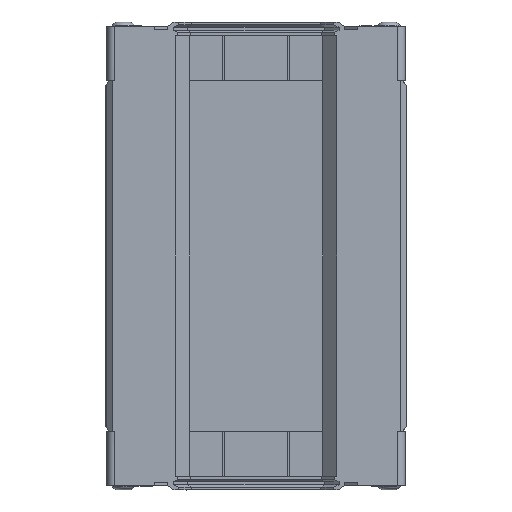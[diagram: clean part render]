
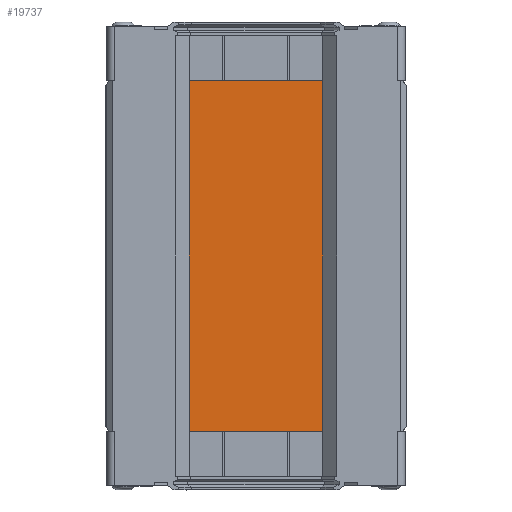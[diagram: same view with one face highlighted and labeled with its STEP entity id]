
A CAD part, front view. The second image highlights one B-rep face of the part: STEP entity #19737.
In plain terms, the highlighted planar face has unit normal (0, -1, 0).
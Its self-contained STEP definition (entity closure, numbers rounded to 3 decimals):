
#249=LINE('',#27180,#2415);
#290=LINE('',#27263,#2456);
#352=LINE('',#27471,#2518);
#393=LINE('',#27554,#2559);
#448=LINE('',#27714,#2614);
#449=LINE('',#27716,#2615);
#1347=LINE('',#29971,#3513);
#1371=LINE('',#30019,#3537);
#1382=LINE('',#30046,#3548);
#1383=LINE('',#30047,#3549);
#1384=LINE('',#30049,#3550);
#1385=LINE('',#30050,#3551);
#2415=VECTOR('',#22000,15.);
#2456=VECTOR('',#22069,15.);
#2518=VECTOR('',#22279,15.);
#2559=VECTOR('',#22348,15.);
#2614=VECTOR('',#22481,0.649);
#2615=VECTOR('',#22482,0.649);
#3513=VECTOR('',#24516,44.2);
#3537=VECTOR('',#24548,44.2);
#3548=VECTOR('',#24573,146.);
#3549=VECTOR('',#24574,0.649);
#3550=VECTOR('',#24575,0.649);
#3551=VECTOR('',#24576,146.);
#5412=FACE_OUTER_BOUND('',#6569,.T.);
#6569=EDGE_LOOP('',(#14711,#14712,#14713,#14714,#14715,#14716,#14717,#14718,
#14719,#14720,#14721,#14722));
#7620=VERTEX_POINT('',#27177);
#7621=VERTEX_POINT('',#27179);
#7648=VERTEX_POINT('',#27261);
#7649=VERTEX_POINT('',#27262);
#7720=VERTEX_POINT('',#27468);
#7721=VERTEX_POINT('',#27470);
#7748=VERTEX_POINT('',#27552);
#7749=VERTEX_POINT('',#27553);
#7797=VERTEX_POINT('',#27712);
#7798=VERTEX_POINT('',#27715);
#8512=VERTEX_POINT('',#30045);
#8513=VERTEX_POINT('',#30048);
#9370=EDGE_CURVE('',#7621,#7620,#249,.T.);
#9411=EDGE_CURVE('',#7648,#7649,#290,.T.);
#9506=EDGE_CURVE('',#7721,#7720,#352,.T.);
#9547=EDGE_CURVE('',#7748,#7749,#393,.T.);
#9619=EDGE_CURVE('',#7797,#7720,#448,.T.);
#9620=EDGE_CURVE('',#7749,#7798,#449,.T.);
#10695=EDGE_CURVE('',#7621,#7648,#1347,.T.);
#10719=EDGE_CURVE('',#7748,#7721,#1371,.T.);
#10732=EDGE_CURVE('',#7797,#8512,#1382,.T.);
#10733=EDGE_CURVE('',#7649,#8512,#1383,.T.);
#10734=EDGE_CURVE('',#8513,#7620,#1384,.T.);
#10735=EDGE_CURVE('',#7798,#8513,#1385,.T.);
#14711=ORIENTED_EDGE('',*,*,#10732,.T.);
#14712=ORIENTED_EDGE('',*,*,#10733,.F.);
#14713=ORIENTED_EDGE('',*,*,#9411,.F.);
#14714=ORIENTED_EDGE('',*,*,#10695,.F.);
#14715=ORIENTED_EDGE('',*,*,#9370,.T.);
#14716=ORIENTED_EDGE('',*,*,#10734,.F.);
#14717=ORIENTED_EDGE('',*,*,#10735,.F.);
#14718=ORIENTED_EDGE('',*,*,#9620,.F.);
#14719=ORIENTED_EDGE('',*,*,#9547,.F.);
#14720=ORIENTED_EDGE('',*,*,#10719,.T.);
#14721=ORIENTED_EDGE('',*,*,#9506,.T.);
#14722=ORIENTED_EDGE('',*,*,#9619,.F.);
#17697=PLANE('',#21079);
#19737=ADVANCED_FACE('',(#5412),#17697,.F.);
#21079=AXIS2_PLACEMENT_3D('',#30044,#24571,#24572);
#22000=DIRECTION('',(0.,0.,1.));
#22069=DIRECTION('',(0.,0.,1.));
#22279=DIRECTION('',(0.,0.,-1.));
#22348=DIRECTION('',(0.,0.,-1.));
#22481=DIRECTION('',(-1.,0.,0.));
#22482=DIRECTION('',(-1.,0.,0.));
#24516=DIRECTION('',(1.,0.,0.));
#24548=DIRECTION('',(1.,0.,0.));
#24571=DIRECTION('center_axis',(0.,1.,0.));
#24572=DIRECTION('ref_axis',(0.,0.,1.));
#24573=DIRECTION('',(0.,0.,1.));
#24574=DIRECTION('',(1.,0.,0.));
#24575=DIRECTION('',(1.,0.,0.));
#24576=DIRECTION('',(0.,0.,1.));
#27177=CARTESIAN_POINT('',(-22.1,7.1,73.));
#27179=CARTESIAN_POINT('',(-22.1,7.1,58.));
#27180=CARTESIAN_POINT('',(-22.1,7.1,58.));
#27261=CARTESIAN_POINT('',(22.1,7.1,58.));
#27262=CARTESIAN_POINT('',(22.1,7.1,73.));
#27263=CARTESIAN_POINT('',(22.1,7.1,58.));
#27468=CARTESIAN_POINT('',(22.1,7.1,-73.));
#27470=CARTESIAN_POINT('',(22.1,7.1,-58.));
#27471=CARTESIAN_POINT('',(22.1,7.1,-58.));
#27552=CARTESIAN_POINT('',(-22.1,7.1,-58.));
#27553=CARTESIAN_POINT('',(-22.1,7.1,-73.));
#27554=CARTESIAN_POINT('',(-22.1,7.1,-58.));
#27712=CARTESIAN_POINT('',(22.749,7.1,-73.));
#27714=CARTESIAN_POINT('',(0.994,7.1,-73.));
#27715=CARTESIAN_POINT('',(-22.749,7.1,-73.));
#27716=CARTESIAN_POINT('',(0.994,7.1,-73.));
#29971=CARTESIAN_POINT('',(-22.749,7.1,58.));
#30019=CARTESIAN_POINT('',(-22.749,7.1,-58.));
#30044=CARTESIAN_POINT('Origin',(22.749,7.1,58.));
#30045=CARTESIAN_POINT('',(22.749,7.1,73.));
#30046=CARTESIAN_POINT('',(22.749,7.1,58.));
#30047=CARTESIAN_POINT('',(0.994,7.1,73.));
#30048=CARTESIAN_POINT('',(-22.749,7.1,73.));
#30049=CARTESIAN_POINT('',(0.994,7.1,73.));
#30050=CARTESIAN_POINT('',(-22.749,7.1,58.));
